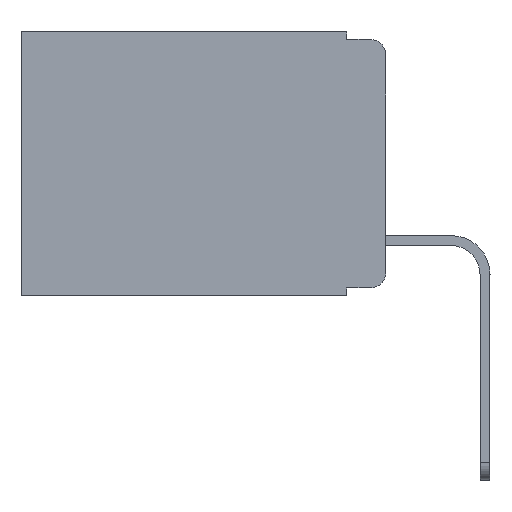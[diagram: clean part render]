
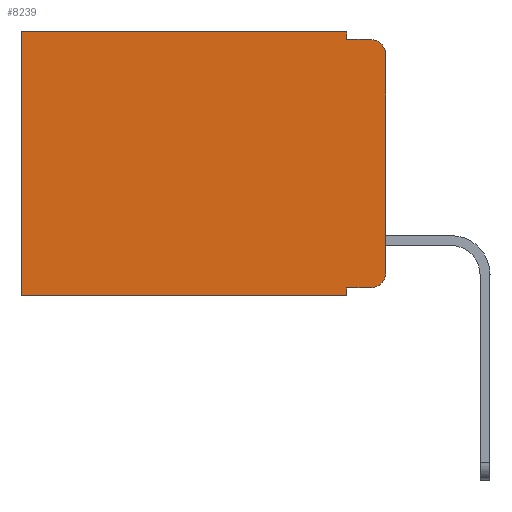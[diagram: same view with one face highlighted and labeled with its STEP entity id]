
A CAD part, left-side view. The second image highlights one B-rep face of the part: STEP entity #8239.
In plain terms, the highlighted planar face has unit normal (-1, 0, 0).
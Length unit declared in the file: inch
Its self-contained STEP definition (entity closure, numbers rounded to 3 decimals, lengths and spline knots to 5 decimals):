
#89 = VERTEX_POINT ( 'NONE', #11804 ) ;
#100 = LINE ( 'NONE', #11922, #10828 ) ;
#387 = VERTEX_POINT ( 'NONE', #3197 ) ;
#393 = EDGE_CURVE ( 'NONE', #8856, #5445, #6410, .T. ) ;
#610 = CARTESIAN_POINT ( 'NONE',  ( 0.298, 0., 0. ) ) ;
#662 = EDGE_CURVE ( 'NONE', #387, #9908, #7174, .T. ) ;
#870 = LINE ( 'NONE', #4934, #4742 ) ;
#1089 = CARTESIAN_POINT ( 'NONE',  ( 0.298, 0.02, -0.01 ) ) ;
#1260 = CARTESIAN_POINT ( 'NONE',  ( 0.298, 0.051, 0. ) ) ;
#1323 = DIRECTION ( 'NONE',  ( 0., 0., -1. ) ) ;
#2135 = AXIS2_PLACEMENT_3D ( 'NONE', #610, #11924, #9101 ) ;
#2144 = DIRECTION ( 'NONE',  ( 0., 0., -1. ) ) ;
#2192 = AXIS2_PLACEMENT_3D ( 'NONE', #9764, #11794, #1323 ) ;
#2554 = VECTOR ( 'NONE', #11678, 39.37008 ) ;
#2596 = PLANE ( 'NONE',  #2135 ) ;
#2649 = VECTOR ( 'NONE', #6955, 39.37008 ) ;
#2697 = FACE_OUTER_BOUND ( 'NONE', #5859, .T. ) ;
#2732 = CARTESIAN_POINT ( 'NONE',  ( 0.298, 0.051, -0.01 ) ) ;
#2814 = DIRECTION ( 'NONE',  ( 0., 0., -1. ) ) ;
#3197 = CARTESIAN_POINT ( 'NONE',  ( 0.298, 0.02, -0.333 ) ) ;
#3391 = LINE ( 'NONE', #2732, #5160 ) ;
#3426 = VECTOR ( 'NONE', #10753, 39.37008 ) ;
#3540 = EDGE_CURVE ( 'NONE', #10913, #5756, #11415, .T. ) ;
#3738 = CARTESIAN_POINT ( 'NONE',  ( 0.298, 0.02, -0.313 ) ) ;
#3766 = ORIENTED_EDGE ( 'NONE', *, *, #9692, .T. ) ;
#4179 = LINE ( 'NONE', #9731, #2554 ) ;
#4239 = ORIENTED_EDGE ( 'NONE', *, *, #3540, .T. ) ;
#4665 = ORIENTED_EDGE ( 'NONE', *, *, #10016, .F. ) ;
#4742 = VECTOR ( 'NONE', #9581, 39.37008 ) ;
#4934 = CARTESIAN_POINT ( 'NONE',  ( 0.298, 0., -0.343 ) ) ;
#5160 = VECTOR ( 'NONE', #11148, 39.37008 ) ;
#5445 = VERTEX_POINT ( 'NONE', #6876 ) ;
#5517 = VECTOR ( 'NONE', #2144, 39.37008 ) ;
#5577 = EDGE_CURVE ( 'NONE', #7903, #5728, #10190, .T. ) ;
#5644 = DIRECTION ( 'NONE',  ( 0., 0., -1. ) ) ;
#5685 = CARTESIAN_POINT ( 'NONE',  ( 0.298, 0.473, 0. ) ) ;
#5728 = VERTEX_POINT ( 'NONE', #9251 ) ;
#5734 = EDGE_CURVE ( 'NONE', #6625, #5756, #3391, .T. ) ;
#5756 = VERTEX_POINT ( 'NONE', #1089 ) ;
#5859 = EDGE_LOOP ( 'NONE', ( #8756, #4239, #9285, #4665, #3766, #7486, #8274, #7556, #6258, #9401 ) ) ;
#5924 = LINE ( 'NONE', #10374, #3426 ) ;
#6193 = EDGE_CURVE ( 'NONE', #10913, #9908, #10809, .T. ) ;
#6258 = ORIENTED_EDGE ( 'NONE', *, *, #8238, .T. ) ;
#6410 = LINE ( 'NONE', #1260, #5517 ) ;
#6493 = VECTOR ( 'NONE', #5644, 39.37008 ) ;
#6625 = VERTEX_POINT ( 'NONE', #7260 ) ;
#6876 = CARTESIAN_POINT ( 'NONE',  ( 0.298, 0.051, -0.343 ) ) ;
#6955 = DIRECTION ( 'NONE',  ( 0., 0., -1. ) ) ;
#7174 = CIRCLE ( 'NONE', #10509, 0.02 ) ;
#7260 = CARTESIAN_POINT ( 'NONE',  ( 0.298, 0.051, -0.01 ) ) ;
#7486 = ORIENTED_EDGE ( 'NONE', *, *, #5577, .T. ) ;
#7556 = ORIENTED_EDGE ( 'NONE', *, *, #393, .F. ) ;
#7903 = VERTEX_POINT ( 'NONE', #5685 ) ;
#8238 = EDGE_CURVE ( 'NONE', #8856, #387, #4179, .T. ) ;
#8239 = ADVANCED_FACE ( 'NONE', ( #2697 ), #2596, .F. ) ;
#8274 = ORIENTED_EDGE ( 'NONE', *, *, #9007, .F. ) ;
#8462 = CARTESIAN_POINT ( 'NONE',  ( 0.298, 0.051, -0.333 ) ) ;
#8756 = ORIENTED_EDGE ( 'NONE', *, *, #6193, .F. ) ;
#8856 = VERTEX_POINT ( 'NONE', #8462 ) ;
#8858 = CARTESIAN_POINT ( 'NONE',  ( 0.298, 0., -0.313 ) ) ;
#9007 = EDGE_CURVE ( 'NONE', #5445, #5728, #870, .T. ) ;
#9101 = DIRECTION ( 'NONE',  ( 0., 0., -1. ) ) ;
#9184 = DIRECTION ( 'NONE',  ( 0., 0., -1. ) ) ;
#9251 = CARTESIAN_POINT ( 'NONE',  ( 0.298, 0.473, -0.343 ) ) ;
#9285 = ORIENTED_EDGE ( 'NONE', *, *, #5734, .F. ) ;
#9401 = ORIENTED_EDGE ( 'NONE', *, *, #662, .T. ) ;
#9581 = DIRECTION ( 'NONE',  ( 0., 1., 0. ) ) ;
#9692 = EDGE_CURVE ( 'NONE', #89, #7903, #5924, .T. ) ;
#9731 = CARTESIAN_POINT ( 'NONE',  ( 0.298, 0.051, -0.333 ) ) ;
#9764 = CARTESIAN_POINT ( 'NONE',  ( 0.298, 0.02, -0.03 ) ) ;
#9908 = VERTEX_POINT ( 'NONE', #8858 ) ;
#10016 = EDGE_CURVE ( 'NONE', #89, #6625, #100, .T. ) ;
#10190 = LINE ( 'NONE', #11851, #6493 ) ;
#10374 = CARTESIAN_POINT ( 'NONE',  ( 0.298, 0., 0. ) ) ;
#10509 = AXIS2_PLACEMENT_3D ( 'NONE', #3738, #11390, #2814 ) ;
#10753 = DIRECTION ( 'NONE',  ( 0., 1., 0. ) ) ;
#10809 = LINE ( 'NONE', #11707, #2649 ) ;
#10828 = VECTOR ( 'NONE', #9184, 39.37008 ) ;
#10913 = VERTEX_POINT ( 'NONE', #12358 ) ;
#11148 = DIRECTION ( 'NONE',  ( 0., -1., 0. ) ) ;
#11390 = DIRECTION ( 'NONE',  ( -1., 0., 0. ) ) ;
#11415 = CIRCLE ( 'NONE', #2192, 0.02 ) ;
#11678 = DIRECTION ( 'NONE',  ( 0., -1., 0. ) ) ;
#11707 = CARTESIAN_POINT ( 'NONE',  ( 0.298, 0., 0. ) ) ;
#11794 = DIRECTION ( 'NONE',  ( -1., 0., 0. ) ) ;
#11804 = CARTESIAN_POINT ( 'NONE',  ( 0.298, 0.051, 0. ) ) ;
#11851 = CARTESIAN_POINT ( 'NONE',  ( 0.298, 0.473, 0. ) ) ;
#11922 = CARTESIAN_POINT ( 'NONE',  ( 0.298, 0.051, 0. ) ) ;
#11924 = DIRECTION ( 'NONE',  ( 1., 0., 0. ) ) ;
#12358 = CARTESIAN_POINT ( 'NONE',  ( 0.298, 0., -0.03 ) ) ;
